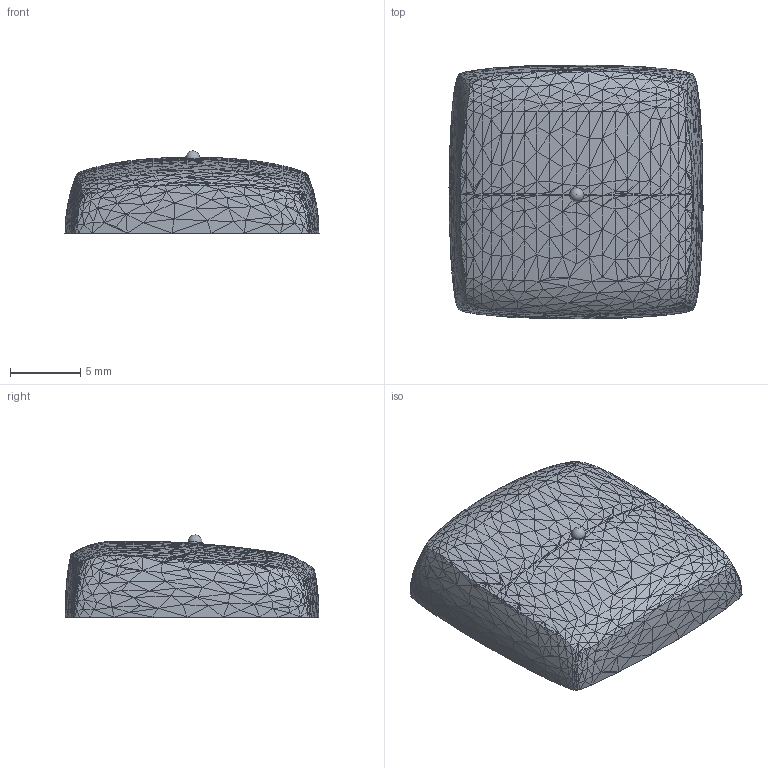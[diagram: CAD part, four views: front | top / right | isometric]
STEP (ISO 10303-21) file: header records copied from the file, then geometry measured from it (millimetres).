
FILE_DESCRIPTION(('FreeCAD Model'),'2;1');
FILE_NAME('Open CASCADE Shape Model','2026-02-03T12:19:23',(''),(''), 'Open CASCADE STEP processor 7.8','FreeCAD','Unknown');
FILE_SCHEMA(('AUTOMOTIVE_DESIGN { 1 0 10303 214 1 1 1 1 }'));
Length unit declared in the file: millimetre
Products named in the file (1): Body001
Bounding box: 18.06 x 18.05 x 5.84 mm (x, y, z)
Volume: 936.5 mm3; surface area: 941.6 mm2
Topology: 1 solids, 1 shells, 1848 faces, 2792 edges, 945 vertices
Faces by surface type: plane 1844, sphere 3, cylinder 1
Full cylindrical faces by diameter (mm): 1 x1
Entity records: 36262 total; most frequent: DIRECTION 6510, CARTESIAN_POINT 5585, ORIENTED_EDGE 5582, EDGE_CURVE 2791, LINE 2770, VECTOR 2770, AXIS2_PLACEMENT_3D 1870, ADVANCED_FACE 1848
